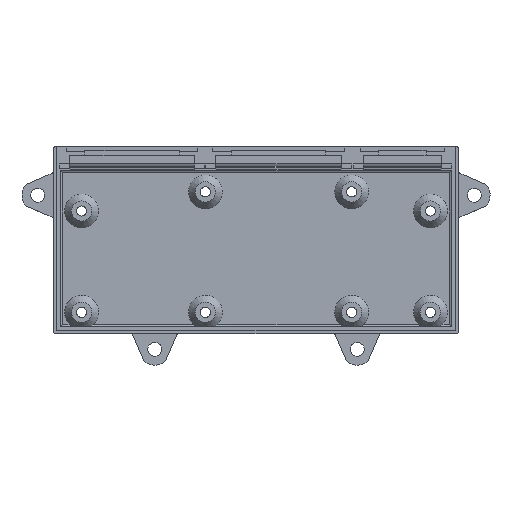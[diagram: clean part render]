
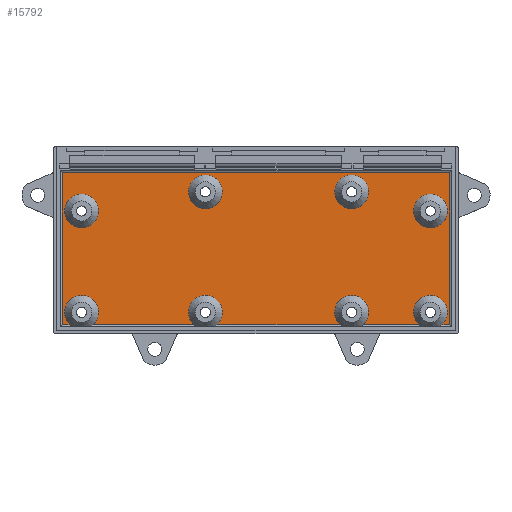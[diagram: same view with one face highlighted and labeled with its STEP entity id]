
A CAD part, top view. The second image highlights one B-rep face of the part: STEP entity #15792.
In plain terms, the highlighted planar face has unit normal (0, 0, 1).
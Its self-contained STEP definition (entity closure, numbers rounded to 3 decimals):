
#125=CIRCLE('',#16366,7.5);
#127=CIRCLE('',#16369,7.5);
#128=CIRCLE('',#16370,7.5);
#129=CIRCLE('',#16371,7.5);
#130=CIRCLE('',#16372,7.5);
#131=CIRCLE('',#16373,7.5);
#132=CIRCLE('',#16374,7.5);
#133=CIRCLE('',#16375,7.5);
#134=CIRCLE('',#16376,7.5);
#135=CIRCLE('',#16377,7.5);
#136=CIRCLE('',#16378,7.5);
#137=CIRCLE('',#16379,7.5);
#278=FACE_BOUND('',#2788,.T.);
#279=FACE_BOUND('',#2789,.T.);
#280=FACE_BOUND('',#2790,.T.);
#281=FACE_BOUND('',#2791,.T.);
#1879=FACE_OUTER_BOUND('',#2787,.T.);
#2787=EDGE_LOOP('',(#13529,#13530,#13531,#13532,#13533,#13534,#13535,#13536,
#13537,#13538,#13539,#13540,#13541,#13542,#13543,#13544));
#2788=EDGE_LOOP('',(#13545));
#2789=EDGE_LOOP('',(#13546));
#2790=EDGE_LOOP('',(#13547));
#2791=EDGE_LOOP('',(#13548));
#4143=LINE('',#28513,#5709);
#4144=LINE('',#28519,#5710);
#4145=LINE('',#28525,#5711);
#4146=LINE('',#28531,#5712);
#4147=LINE('',#28533,#5713);
#4148=LINE('',#28535,#5714);
#4149=LINE('',#28537,#5715);
#4150=LINE('',#28539,#5716);
#5709=VECTOR('',#18478,1.);
#5710=VECTOR('',#18483,1.);
#5711=VECTOR('',#18488,1.);
#5712=VECTOR('',#18493,1.);
#5713=VECTOR('',#18494,1.);
#5714=VECTOR('',#18495,1.);
#5715=VECTOR('',#18496,1.);
#5716=VECTOR('',#18497,1.);
#7358=VERTEX_POINT('',#28503);
#7360=VERTEX_POINT('',#28509);
#7361=VERTEX_POINT('',#28510);
#7362=VERTEX_POINT('',#28512);
#7363=VERTEX_POINT('',#28514);
#7364=VERTEX_POINT('',#28516);
#7365=VERTEX_POINT('',#28518);
#7366=VERTEX_POINT('',#28520);
#7367=VERTEX_POINT('',#28522);
#7368=VERTEX_POINT('',#28524);
#7369=VERTEX_POINT('',#28526);
#7370=VERTEX_POINT('',#28528);
#7371=VERTEX_POINT('',#28530);
#7372=VERTEX_POINT('',#28532);
#7373=VERTEX_POINT('',#28534);
#7374=VERTEX_POINT('',#28536);
#7375=VERTEX_POINT('',#28538);
#7376=VERTEX_POINT('',#28541);
#7377=VERTEX_POINT('',#28543);
#7378=VERTEX_POINT('',#28545);
#9480=EDGE_CURVE('',#7358,#7358,#125,.T.);
#9483=EDGE_CURVE('',#7360,#7361,#127,.T.);
#9484=EDGE_CURVE('',#7360,#7362,#4143,.F.);
#9485=EDGE_CURVE('',#7363,#7362,#128,.T.);
#9486=EDGE_CURVE('',#7364,#7363,#129,.T.);
#9487=EDGE_CURVE('',#7364,#7365,#4144,.F.);
#9488=EDGE_CURVE('',#7366,#7365,#130,.T.);
#9489=EDGE_CURVE('',#7367,#7366,#131,.T.);
#9490=EDGE_CURVE('',#7367,#7368,#4145,.F.);
#9491=EDGE_CURVE('',#7369,#7368,#132,.T.);
#9492=EDGE_CURVE('',#7370,#7369,#133,.T.);
#9493=EDGE_CURVE('',#7370,#7371,#4146,.F.);
#9494=EDGE_CURVE('',#7371,#7372,#4147,.F.);
#9495=EDGE_CURVE('',#7372,#7373,#4148,.T.);
#9496=EDGE_CURVE('',#7373,#7374,#4149,.F.);
#9497=EDGE_CURVE('',#7374,#7375,#4150,.F.);
#9498=EDGE_CURVE('',#7361,#7375,#134,.T.);
#9499=EDGE_CURVE('',#7376,#7376,#135,.T.);
#9500=EDGE_CURVE('',#7377,#7377,#136,.T.);
#9501=EDGE_CURVE('',#7378,#7378,#137,.T.);
#13529=ORIENTED_EDGE('',*,*,#9483,.F.);
#13530=ORIENTED_EDGE('',*,*,#9484,.T.);
#13531=ORIENTED_EDGE('',*,*,#9485,.F.);
#13532=ORIENTED_EDGE('',*,*,#9486,.F.);
#13533=ORIENTED_EDGE('',*,*,#9487,.T.);
#13534=ORIENTED_EDGE('',*,*,#9488,.F.);
#13535=ORIENTED_EDGE('',*,*,#9489,.F.);
#13536=ORIENTED_EDGE('',*,*,#9490,.T.);
#13537=ORIENTED_EDGE('',*,*,#9491,.F.);
#13538=ORIENTED_EDGE('',*,*,#9492,.F.);
#13539=ORIENTED_EDGE('',*,*,#9493,.T.);
#13540=ORIENTED_EDGE('',*,*,#9494,.T.);
#13541=ORIENTED_EDGE('',*,*,#9495,.T.);
#13542=ORIENTED_EDGE('',*,*,#9496,.T.);
#13543=ORIENTED_EDGE('',*,*,#9497,.T.);
#13544=ORIENTED_EDGE('',*,*,#9498,.F.);
#13545=ORIENTED_EDGE('',*,*,#9499,.F.);
#13546=ORIENTED_EDGE('',*,*,#9500,.F.);
#13547=ORIENTED_EDGE('',*,*,#9501,.F.);
#13548=ORIENTED_EDGE('',*,*,#9480,.F.);
#15018=PLANE('',#16368);
#15792=ADVANCED_FACE('',(#1879,#278,#279,#280,#281),#15018,.T.);
#16366=AXIS2_PLACEMENT_3D('',#28504,#18469,#18470);
#16368=AXIS2_PLACEMENT_3D('',#28508,#18474,#18475);
#16369=AXIS2_PLACEMENT_3D('',#28511,#18476,#18477);
#16370=AXIS2_PLACEMENT_3D('',#28515,#18479,#18480);
#16371=AXIS2_PLACEMENT_3D('',#28517,#18481,#18482);
#16372=AXIS2_PLACEMENT_3D('',#28521,#18484,#18485);
#16373=AXIS2_PLACEMENT_3D('',#28523,#18486,#18487);
#16374=AXIS2_PLACEMENT_3D('',#28527,#18489,#18490);
#16375=AXIS2_PLACEMENT_3D('',#28529,#18491,#18492);
#16376=AXIS2_PLACEMENT_3D('',#28540,#18498,#18499);
#16377=AXIS2_PLACEMENT_3D('',#28542,#18500,#18501);
#16378=AXIS2_PLACEMENT_3D('',#28544,#18502,#18503);
#16379=AXIS2_PLACEMENT_3D('',#28546,#18504,#18505);
#18469=DIRECTION('center_axis',(0.,0.,1.));
#18470=DIRECTION('ref_axis',(1.,0.,0.));
#18474=DIRECTION('center_axis',(0.,0.,1.));
#18475=DIRECTION('ref_axis',(1.,0.,0.));
#18476=DIRECTION('center_axis',(0.,0.,1.));
#18477=DIRECTION('ref_axis',(1.,0.,0.));
#18478=DIRECTION('',(-1.,0.,0.));
#18479=DIRECTION('center_axis',(0.,0.,1.));
#18480=DIRECTION('ref_axis',(1.,0.,0.));
#18481=DIRECTION('center_axis',(0.,0.,1.));
#18482=DIRECTION('ref_axis',(1.,0.,0.));
#18483=DIRECTION('',(-1.,0.,0.));
#18484=DIRECTION('center_axis',(0.,0.,1.));
#18485=DIRECTION('ref_axis',(1.,0.,0.));
#18486=DIRECTION('center_axis',(0.,0.,1.));
#18487=DIRECTION('ref_axis',(1.,0.,0.));
#18488=DIRECTION('',(-1.,0.,0.));
#18489=DIRECTION('center_axis',(0.,0.,1.));
#18490=DIRECTION('ref_axis',(1.,0.,0.));
#18491=DIRECTION('center_axis',(0.,0.,1.));
#18492=DIRECTION('ref_axis',(1.,0.,0.));
#18493=DIRECTION('',(-1.,0.,0.));
#18494=DIRECTION('',(0.,-1.,0.));
#18495=DIRECTION('',(-1.,0.,0.));
#18496=DIRECTION('',(0.,1.,0.));
#18497=DIRECTION('',(-1.,0.,0.));
#18498=DIRECTION('center_axis',(0.,0.,1.));
#18499=DIRECTION('ref_axis',(1.,0.,0.));
#18500=DIRECTION('center_axis',(0.,0.,1.));
#18501=DIRECTION('ref_axis',(1.,0.,0.));
#18502=DIRECTION('center_axis',(0.,0.,1.));
#18503=DIRECTION('ref_axis',(1.,0.,0.));
#18504=DIRECTION('center_axis',(0.,0.,1.));
#18505=DIRECTION('ref_axis',(1.,0.,0.));
#28503=CARTESIAN_POINT('',(-85.,17.5,-4.2));
#28504=CARTESIAN_POINT('Origin',(-77.5,17.5,-4.2));
#28508=CARTESIAN_POINT('Origin',(0.,0.,-4.2));
#28509=CARTESIAN_POINT('',(-72.401,-33.,-4.2));
#28510=CARTESIAN_POINT('',(-85.,-27.5,-4.2));
#28511=CARTESIAN_POINT('Origin',(-77.5,-27.5,-4.2));
#28512=CARTESIAN_POINT('',(-27.599,-33.,-4.2));
#28513=CARTESIAN_POINT('',(87.,-33.,-4.2));
#28514=CARTESIAN_POINT('',(-30.,-27.5,-4.2));
#28515=CARTESIAN_POINT('Origin',(-22.5,-27.5,-4.2));
#28516=CARTESIAN_POINT('',(-17.401,-33.,-4.2));
#28517=CARTESIAN_POINT('Origin',(-22.5,-27.5,-4.2));
#28518=CARTESIAN_POINT('',(37.401,-33.,-4.2));
#28519=CARTESIAN_POINT('',(87.,-33.,-4.2));
#28520=CARTESIAN_POINT('',(35.,-27.5,-4.2));
#28521=CARTESIAN_POINT('Origin',(42.5,-27.5,-4.2));
#28522=CARTESIAN_POINT('',(47.599,-33.,-4.2));
#28523=CARTESIAN_POINT('Origin',(42.5,-27.5,-4.2));
#28524=CARTESIAN_POINT('',(72.401,-33.,-4.2));
#28525=CARTESIAN_POINT('',(87.,-33.,-4.2));
#28526=CARTESIAN_POINT('',(70.,-27.5,-4.2));
#28527=CARTESIAN_POINT('Origin',(77.5,-27.5,-4.2));
#28528=CARTESIAN_POINT('',(82.599,-33.,-4.2));
#28529=CARTESIAN_POINT('Origin',(77.5,-27.5,-4.2));
#28530=CARTESIAN_POINT('',(86.,-33.,-4.2));
#28531=CARTESIAN_POINT('',(87.,-33.,-4.2));
#28532=CARTESIAN_POINT('',(86.,34.5,-4.2));
#28533=CARTESIAN_POINT('',(86.,35.5,-4.2));
#28534=CARTESIAN_POINT('',(-86.,34.5,-4.2));
#28535=CARTESIAN_POINT('',(0.,34.5,-4.2));
#28536=CARTESIAN_POINT('',(-86.,-33.,-4.2));
#28537=CARTESIAN_POINT('',(-86.,-34.,-4.2));
#28538=CARTESIAN_POINT('',(-82.599,-33.,-4.2));
#28539=CARTESIAN_POINT('',(87.,-33.,-4.2));
#28540=CARTESIAN_POINT('Origin',(-77.5,-27.5,-4.2));
#28541=CARTESIAN_POINT('',(70.,17.5,-4.2));
#28542=CARTESIAN_POINT('Origin',(77.5,17.5,-4.2));
#28543=CARTESIAN_POINT('',(-30.,26.,-4.2));
#28544=CARTESIAN_POINT('Origin',(-22.5,26.,-4.2));
#28545=CARTESIAN_POINT('',(35.,26.,-4.2));
#28546=CARTESIAN_POINT('Origin',(42.5,26.,-4.2));
